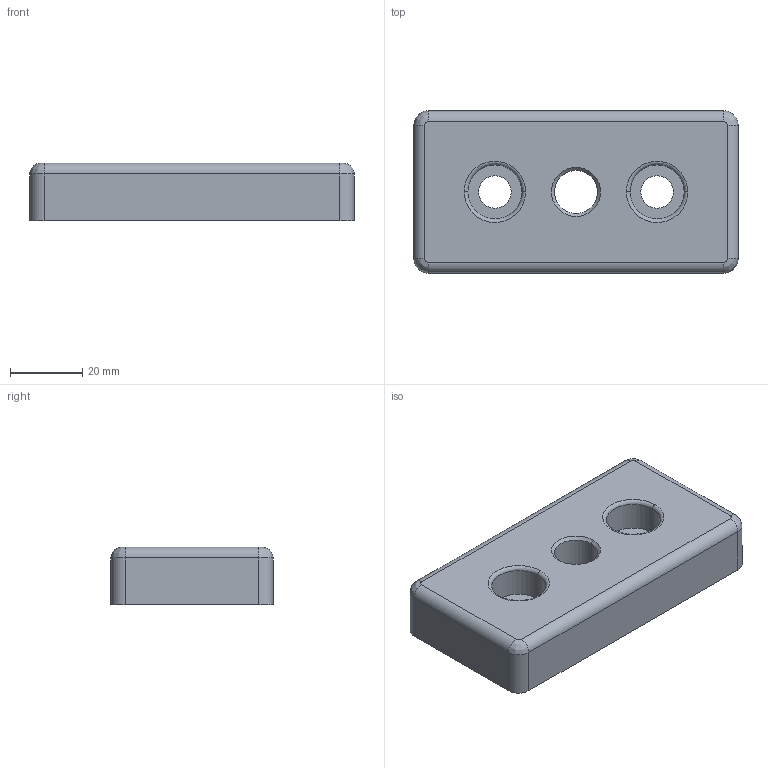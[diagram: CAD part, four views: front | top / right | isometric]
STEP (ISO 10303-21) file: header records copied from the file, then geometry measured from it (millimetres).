
FILE_DESCRIPTION (( 'STEP AP214' ), '1' );
FILE_NAME ('093t45901408s.STEP', '2014-09-05T13:05:14', ( '' ), ( '' ), 'SwSTEP 2.0', 'SolidWorks 2014', '' );
FILE_SCHEMA (( 'AUTOMOTIVE_DESIGN' ));
Length unit declared in the file: millimetre
Products named in the file (1): 093t45901408s
Bounding box: 90 x 45 x 16 mm (x, y, z)
Volume: 43826.3 mm3; surface area: 18311.5 mm2
Topology: 1 solids, 1 shells, 171 faces, 405 edges, 230 vertices
Faces by surface type: cylinder 79, bspline 58, plane 32, cone 2
Entity records: 7636 total; most frequent: CARTESIAN_POINT 1966, DIRECTION 825, ORIENTED_EDGE 782, EDGE_CURVE 391, AXIS2_PLACEMENT_3D 339, VERTEX_POINT 230, CIRCLE 225, EDGE_LOOP 185
